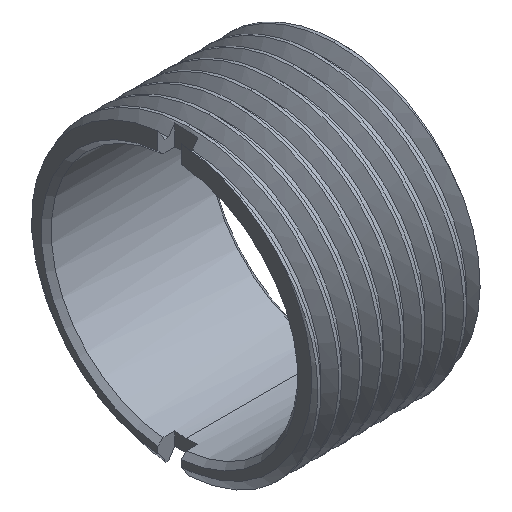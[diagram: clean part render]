
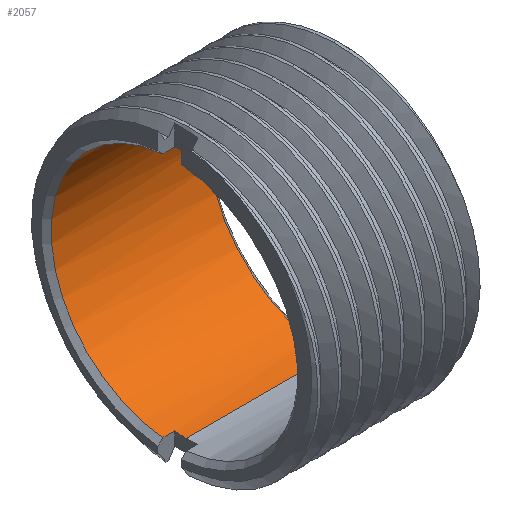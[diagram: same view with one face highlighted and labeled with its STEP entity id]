
A CAD part, isometric view. The second image highlights one B-rep face of the part: STEP entity #2057.
In plain terms, the highlighted cylindrical face has radius 9.411 mm (diameter 18.821 mm), a partial arc.
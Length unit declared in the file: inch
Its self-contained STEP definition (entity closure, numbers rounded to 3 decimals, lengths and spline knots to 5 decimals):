
#8 = LINE ( 'NONE', #53, #52 ) ;
#41 = CARTESIAN_POINT ( 'NONE',  ( 0.487, 0., 0.3705 ) ) ;
#51 = DIRECTION ( 'NONE',  ( -1., 0., 0. ) ) ;
#52 = VECTOR ( 'NONE', #51, 39.37008 ) ;
#53 = CARTESIAN_POINT ( 'NONE',  ( -0.38037, 0., -0.3705 ) ) ;
#57 = CARTESIAN_POINT ( 'NONE',  ( 0.05, 0., -0.3705 ) ) ;
#64 = CARTESIAN_POINT ( 'NONE',  ( 0.487, 0., -0.3705 ) ) ;
#79 = CARTESIAN_POINT ( 'NONE',  ( 0.015, 0.035, -0.36884 ) ) ;
#81 = CARTESIAN_POINT ( 'NONE',  ( 0.015, 0.035, 0.36884 ) ) ;
#92 = CIRCLE ( 'NONE', #171, 0.3705 ) ;
#98 = DIRECTION ( 'NONE',  ( -1., 0., 0. ) ) ;
#99 = VECTOR ( 'NONE', #98, 39.37008 ) ;
#106 = CARTESIAN_POINT ( 'NONE',  ( -0.38037, 0., 0.3705 ) ) ;
#112 = LINE ( 'NONE', #106, #99 ) ;
#119 = CARTESIAN_POINT ( 'NONE',  ( 0.05, 0., 0.3705 ) ) ;
#150 = CARTESIAN_POINT ( 'NONE',  ( 0.015, 0., 0. ) ) ;
#166 = DIRECTION ( 'NONE',  ( 0., 0., 1. ) ) ;
#167 = DIRECTION ( 'NONE',  ( -1., 0., 0. ) ) ;
#171 = AXIS2_PLACEMENT_3D ( 'NONE', #150, #167, #166 ) ;
#797 = VECTOR ( 'NONE', #1026, 39.37008 ) ;
#1025 = CARTESIAN_POINT ( 'NONE',  ( -0.38037, 0.035, 0.36884 ) ) ;
#1026 = DIRECTION ( 'NONE',  ( -1., 0., 0. ) ) ;
#1044 = LINE ( 'NONE', #1025, #797 ) ;
#1143 = DIRECTION ( 'NONE',  ( 0., 0., -1. ) ) ;
#1144 = DIRECTION ( 'NONE',  ( -1., 0., 0. ) ) ;
#1149 = DIRECTION ( 'NONE',  ( 1., 0., 0. ) ) ;
#1150 = VECTOR ( 'NONE', #1149, 39.37008 ) ;
#1151 = CARTESIAN_POINT ( 'NONE',  ( -0.38037, 0.035, -0.36884 ) ) ;
#1152 = LINE ( 'NONE', #1151, #1150 ) ;
#1153 = AXIS2_PLACEMENT_3D ( 'NONE', #1155, #1144, #1143 ) ;
#1154 = CIRCLE ( 'NONE', #1153, 0.3705 ) ;
#1155 = CARTESIAN_POINT ( 'NONE',  ( 0.05, 0., 0. ) ) ;
#1203 = FACE_OUTER_BOUND ( 'NONE', #2054, .T. ) ;
#1219 = DIRECTION ( 'NONE',  ( 0., 0., -1. ) ) ;
#1220 = DIRECTION ( 'NONE',  ( -1., 0., 0. ) ) ;
#1221 = CARTESIAN_POINT ( 'NONE',  ( 0.05, 0., 0. ) ) ;
#1222 = AXIS2_PLACEMENT_3D ( 'NONE', #1221, #1220, #1219 ) ;
#1224 = DIRECTION ( 'NONE',  ( 0., 0., 1. ) ) ;
#1226 = CIRCLE ( 'NONE', #1222, 0.3705 ) ;
#1228 = CYLINDRICAL_SURFACE ( 'NONE', #1231, 0.3705 ) ;
#1231 = AXIS2_PLACEMENT_3D ( 'NONE', #1339, #1338, #1224 ) ;
#1232 = CARTESIAN_POINT ( 'NONE',  ( 0.05, 0.035, 0.36884 ) ) ;
#1248 = DIRECTION ( 'NONE',  ( 0., 0., 1. ) ) ;
#1249 = DIRECTION ( 'NONE',  ( -1., 0., 0. ) ) ;
#1250 = CARTESIAN_POINT ( 'NONE',  ( 0.487, 0., 0. ) ) ;
#1281 = AXIS2_PLACEMENT_3D ( 'NONE', #1250, #1249, #1248 ) ;
#1282 = CIRCLE ( 'NONE', #1281, 0.3705 ) ;
#1329 = CARTESIAN_POINT ( 'NONE',  ( 0.05, 0.035, -0.36884 ) ) ;
#1338 = DIRECTION ( 'NONE',  ( -1., 0., 0. ) ) ;
#1339 = CARTESIAN_POINT ( 'NONE',  ( -0.38037, 0., 0. ) ) ;
#1739 = VERTEX_POINT ( 'NONE', #41 ) ;
#1744 = VERTEX_POINT ( 'NONE', #57 ) ;
#1746 = EDGE_CURVE ( 'NONE', #1750, #1744, #8, .T. ) ;
#1750 = VERTEX_POINT ( 'NONE', #64 ) ;
#1755 = VERTEX_POINT ( 'NONE', #119 ) ;
#1761 = EDGE_CURVE ( 'NONE', #1739, #1755, #112, .T. ) ;
#1783 = VERTEX_POINT ( 'NONE', #81 ) ;
#1785 = VERTEX_POINT ( 'NONE', #79 ) ;
#1789 = EDGE_CURVE ( 'NONE', #1783, #1785, #92, .T. ) ;
#1899 = EDGE_CURVE ( 'NONE', #2055, #1783, #1044, .T. ) ;
#1900 = ORIENTED_EDGE ( 'NONE', *, *, #1899, .T. ) ;
#1901 = EDGE_CURVE ( 'NONE', #1785, #2063, #1152, .T. ) ;
#1902 = ORIENTED_EDGE ( 'NONE', *, *, #1901, .T. ) ;
#1903 = EDGE_CURVE ( 'NONE', #2063, #1744, #1154, .T. ) ;
#1905 = ORIENTED_EDGE ( 'NONE', *, *, #1903, .T. ) ;
#1908 = ORIENTED_EDGE ( 'NONE', *, *, #2079, .F. ) ;
#2054 = EDGE_LOOP ( 'NONE', ( #2059, #1908, #2058, #2062, #1900, #2061, #1902, #1905 ) ) ;
#2055 = VERTEX_POINT ( 'NONE', #1232 ) ;
#2057 = ADVANCED_FACE ( 'NONE', ( #1203 ), #1228, .F. ) ;
#2058 = ORIENTED_EDGE ( 'NONE', *, *, #1761, .T. ) ;
#2059 = ORIENTED_EDGE ( 'NONE', *, *, #1746, .F. ) ;
#2060 = EDGE_CURVE ( 'NONE', #1755, #2055, #1226, .T. ) ;
#2061 = ORIENTED_EDGE ( 'NONE', *, *, #1789, .T. ) ;
#2062 = ORIENTED_EDGE ( 'NONE', *, *, #2060, .T. ) ;
#2063 = VERTEX_POINT ( 'NONE', #1329 ) ;
#2079 = EDGE_CURVE ( 'NONE', #1739, #1750, #1282, .T. ) ;
